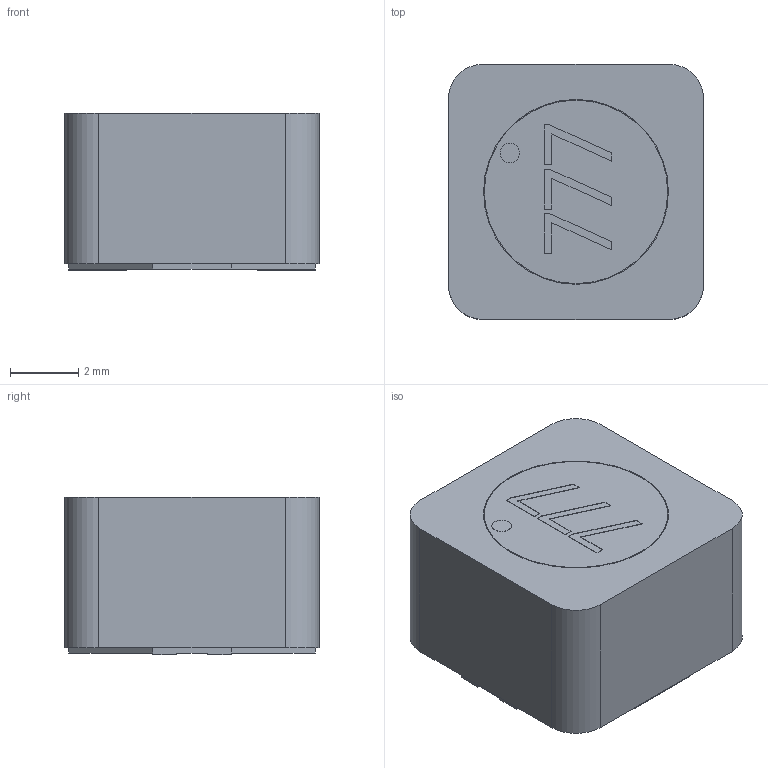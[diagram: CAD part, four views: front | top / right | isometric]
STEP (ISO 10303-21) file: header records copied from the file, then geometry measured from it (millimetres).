
FILE_DESCRIPTION(('FreeCAD Model'),'2;1');
FILE_NAME('Open CASCADE Shape Model','2024-11-19T23:19:02',(''),(''), 'Open CASCADE STEP processor 7.6','FreeCAD','Unknown');
FILE_SCHEMA(('AUTOMOTIVE_DESIGN { 1 0 10303 214 1 1 1 1 }'));
Length unit declared in the file: millimetre
Products named in the file (1): Coilcraft-MSD7342
Bounding box: 7.45 x 7.45 x 4.6 mm (x, y, z)
Volume: 246.3 mm3; surface area: 271.3 mm2
Topology: 1 solids, 1 shells, 68 faces, 173 edges, 114 vertices
Faces by surface type: plane 58, cylinder 10
Entity records: 2517 total; most frequent: CARTESIAN_POINT 356, ORIENTED_EDGE 346, DIRECTION 331, EDGE_CURVE 173, LINE 153, VECTOR 153, VERTEX_POINT 114, AXIS2_PLACEMENT_3D 89
